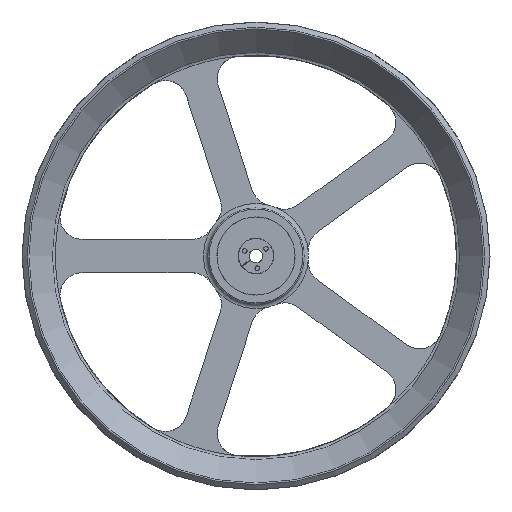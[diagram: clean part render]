
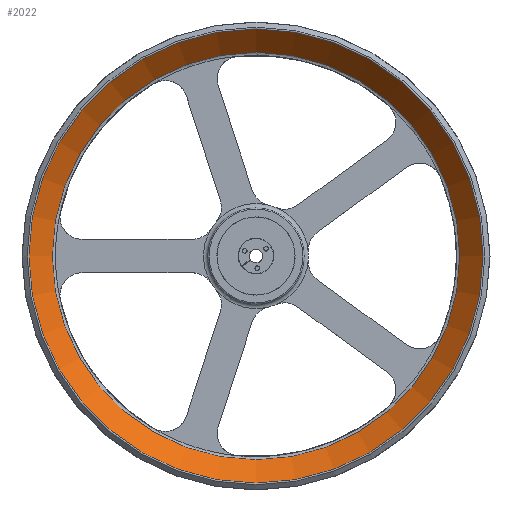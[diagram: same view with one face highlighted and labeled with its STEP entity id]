
A CAD part, top view. The second image highlights one B-rep face of the part: STEP entity #2022.
In plain terms, the highlighted conical face has half-angle 42.839 degrees and reference radius 96.491 mm.
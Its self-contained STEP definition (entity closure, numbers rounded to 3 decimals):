
#278=CIRCLE('',#2426,91.255);
#279=CIRCLE('',#2428,101.727);
#306=CONICAL_SURFACE('',#2427,96.491,0.748);
#414=FACE_OUTER_BOUND('',#549,.T.);
#549=EDGE_LOOP('',(#1804,#1805,#1806,#1807));
#688=LINE('',#3866,#812);
#812=VECTOR('',#3080,96.491);
#991=VERTEX_POINT('',#3861);
#992=VERTEX_POINT('',#3865);
#1269=EDGE_CURVE('',#991,#991,#278,.T.);
#1270=EDGE_CURVE('',#991,#992,#688,.T.);
#1271=EDGE_CURVE('',#992,#992,#279,.T.);
#1804=ORIENTED_EDGE('',*,*,#1269,.T.);
#1805=ORIENTED_EDGE('',*,*,#1270,.T.);
#1806=ORIENTED_EDGE('',*,*,#1271,.F.);
#1807=ORIENTED_EDGE('',*,*,#1270,.F.);
#2022=ADVANCED_FACE('',(#414),#306,.F.);
#2426=AXIS2_PLACEMENT_3D('',#3863,#3076,#3077);
#2427=AXIS2_PLACEMENT_3D('',#3864,#3078,#3079);
#2428=AXIS2_PLACEMENT_3D('',#3867,#3081,#3082);
#3076=DIRECTION('center_axis',(0.,0.,-1.));
#3077=DIRECTION('ref_axis',(1.,0.,0.));
#3078=DIRECTION('center_axis',(0.,0.,1.));
#3079=DIRECTION('ref_axis',(-1.,0.,0.));
#3080=DIRECTION('',(0.68,0.,0.733));
#3081=DIRECTION('center_axis',(0.,0.,-1.));
#3082=DIRECTION('ref_axis',(1.,0.,0.));
#3861=CARTESIAN_POINT('',(91.255,0.,2.64));
#3863=CARTESIAN_POINT('Origin',(0.,0.,2.64));
#3864=CARTESIAN_POINT('Origin',(0.,0.,8.287));
#3865=CARTESIAN_POINT('',(101.727,0.,13.933));
#3866=CARTESIAN_POINT('',(96.491,0.,8.287));
#3867=CARTESIAN_POINT('Origin',(0.,0.,13.933));
